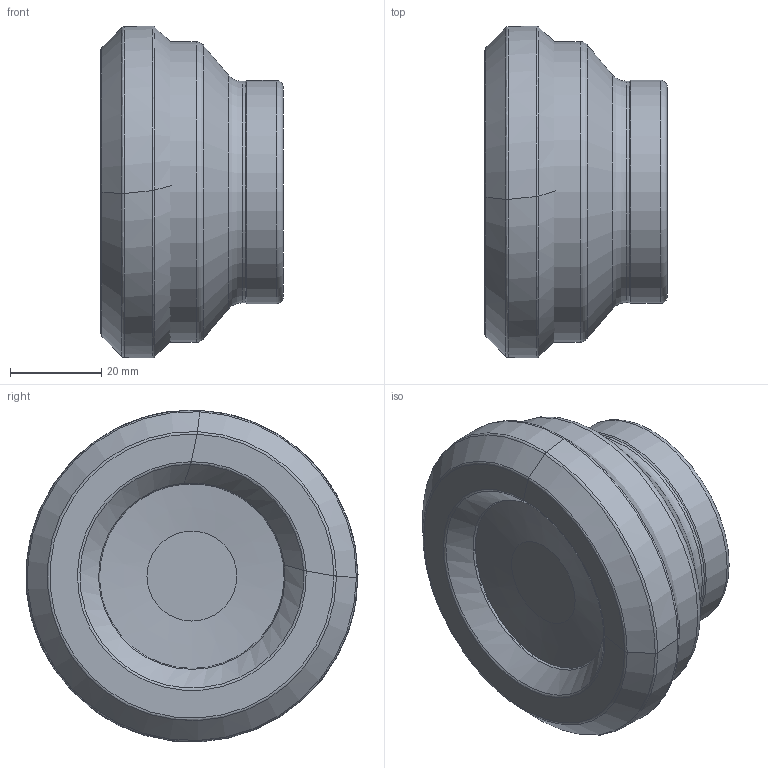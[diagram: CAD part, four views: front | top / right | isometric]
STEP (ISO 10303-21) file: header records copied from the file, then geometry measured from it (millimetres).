
FILE_DESCRIPTION(/* description */ (''),/* implementation_level */ '2;1');
FILE_NAME(/* name */ 'model1.stp',/* time_stamp */ '2023-10-21T13:03:41+03:00',/* author */ (''),/* organization */ (''),/* preprocessor_version */ 'ST-DEVELOPER v19.4',/* originating_system */ 'SIEMENS PLM Software NX2306.3001',/* authorisation */ '');
FILE_SCHEMA (('AUTOMOTIVE_DESIGN { 1 0 10303 214 3 1 1 1 }'));
Length unit declared in the file: millimetre
Products named in the file (1): model1_objects
Bounding box: 40 x 72.87 x 72.87 mm (x, y, z)
Volume: 144570.1 mm3; surface area: 22985.2 mm2
Topology: 2 solids, 2 shells, 54 faces, 104 edges, 53 vertices
Faces by surface type: bspline 28, revolution 8, plane 7, torus 5, cone 3, cylinder 3
Full cylindrical faces by diameter (mm): 48.6 x1, 49 x1, 66 x1
Entity records: 1876 total; most frequent: CARTESIAN_POINT 735, DIRECTION 200, ORIENTED_EDGE 170, AXIS2_PLACEMENT_3D 88, EDGE_CURVE 85, EDGE_LOOP 74, CIRCLE 69, ADVANCED_FACE 54
